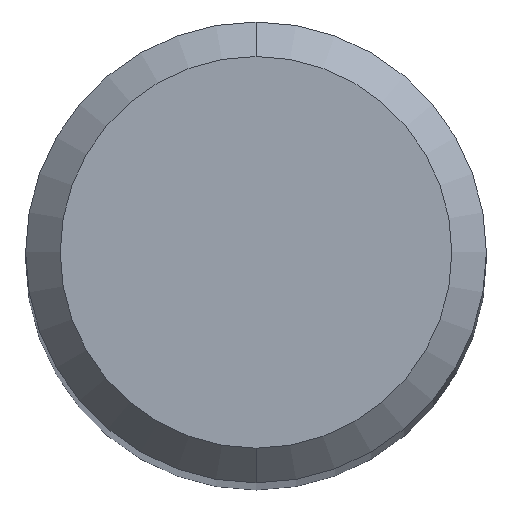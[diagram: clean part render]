
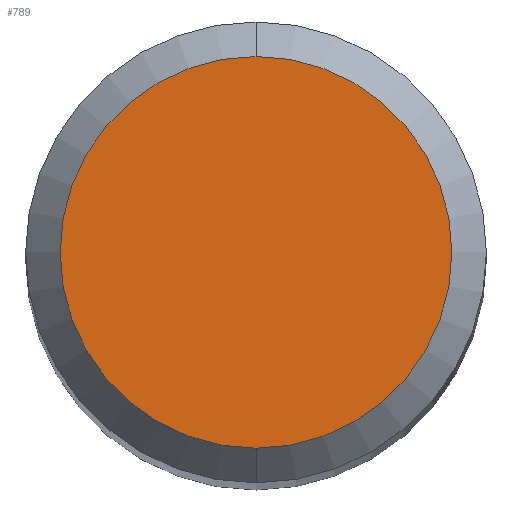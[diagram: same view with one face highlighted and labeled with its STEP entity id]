
A CAD part, top view. The second image highlights one B-rep face of the part: STEP entity #789.
In plain terms, the highlighted planar face has unit normal (0, 0, 1).
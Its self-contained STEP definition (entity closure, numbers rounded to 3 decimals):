
#337=VERTEX_POINT('',#956);
#339=EDGE_CURVE('',#337,#705,#958,.T.);
#705=VERTEX_POINT('',#1358);
#789=ADVANCED_FACE('',(#1448),#1449,.T.);
#815=EDGE_CURVE('',#705,#337,#1478,.T.);
#956=CARTESIAN_POINT('',(0.0,1.7,0.0));
#958=CIRCLE('',#1655,1.7);
#1358=CARTESIAN_POINT('',(0.,-1.7,0.0));
#1448=FACE_OUTER_BOUND('',#6670,.T.);
#1449=PLANE('',#6671);
#1478=CIRCLE('',#6939,1.7);
#1655=AXIS2_PLACEMENT_3D('',#7410,#7411,#7412);
#6670=EDGE_LOOP('',(#7926,#7927));
#6671=AXIS2_PLACEMENT_3D('',#7928,#7929,#7930);
#6939=AXIS2_PLACEMENT_3D('',#7960,#7961,#7962);
#7410=CARTESIAN_POINT('',(0.0,0.0,0.0));
#7411=DIRECTION('',(0.0,0.0,-1.0));
#7412=DIRECTION('',(0.0,1.0,0.0));
#7926=ORIENTED_EDGE('',*,*,#339,.F.);
#7927=ORIENTED_EDGE('',*,*,#815,.F.);
#7928=CARTESIAN_POINT('',(0.0,0.85,0.0));
#7929=DIRECTION('',(-0.0,0.0,1.0));
#7930=DIRECTION('',(0.0,-1.0,0.0));
#7960=CARTESIAN_POINT('',(0.0,0.0,0.0));
#7961=DIRECTION('',(0.0,0.0,-1.0));
#7962=DIRECTION('',(0.0,1.0,0.0));
